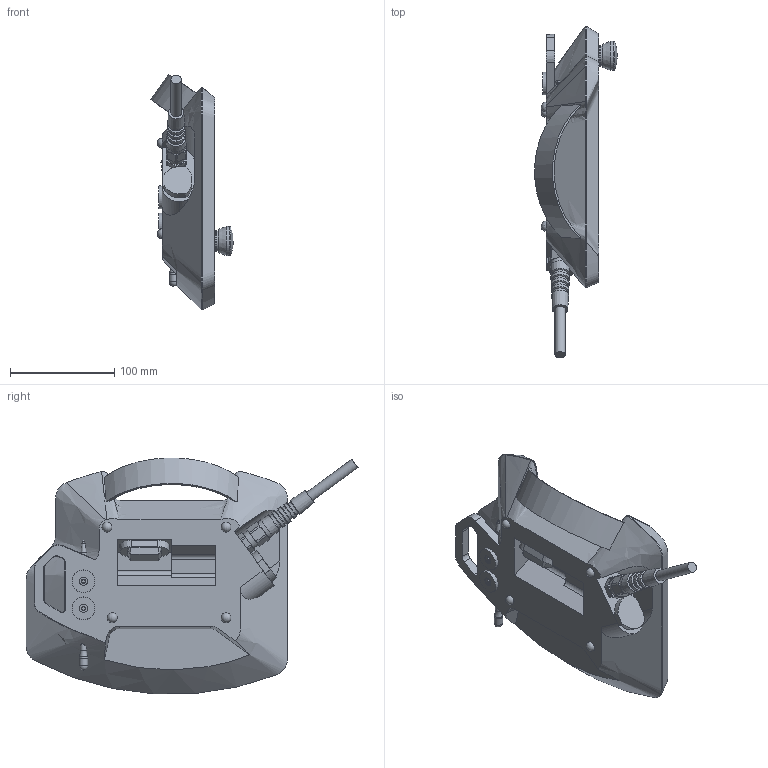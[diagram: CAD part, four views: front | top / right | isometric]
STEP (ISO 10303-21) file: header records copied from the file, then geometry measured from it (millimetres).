
FILE_DESCRIPTION(/* description */ ('STEP AP214'),/* implementation_level */ '2;1');
FILE_NAME(/* name */ '8126915_CDSA-D3-RV',/* time_stamp */ '2024-08-05T17:20:44+02:00',/* author */ ('License CC BY-ND 4.0'),/* organization */ ('CADENAS'),/* preprocessor_version */ 'ST-DEVELOPER v19.3',/* originating_system */ 'PARTsolutions',/* authorisation */ ' ');
FILE_SCHEMA (('AUTOMOTIVE_DESIGN {1 0 10303 214 3 1 1}'));
Length unit declared in the file: millimetre
Products named in the file (1): 8126915 CDSA-D3-RV
Bounding box: 79.26 x 318.97 x 226.71 mm (x, y, z)
Volume: 1706240.1 mm3; surface area: 141358.5 mm2
Topology: 1 solids, 1 shells, 349 faces, 914 edges, 604 vertices
Faces by surface type: plane 220, cylinder 65, cone 47, sphere 7, torus 6, bspline 4
Full cylindrical faces by diameter (mm): 3 x5, 3.3 x2, 8 x2, 8.2 x1, 10 x3, 17.2 x1, 18.9 x1, 19.65 x1, 19.85 x1, 28 x2, 29.2 x1
Entity records: 13304 total; most frequent: CARTESIAN_POINT 2441, DIRECTION 1713, ORIENTED_EDGE 1668, EDGE_CURVE 834, VERTEX_POINT 589, LINE 573, VECTOR 573, AXIS2_PLACEMENT_3D 570
